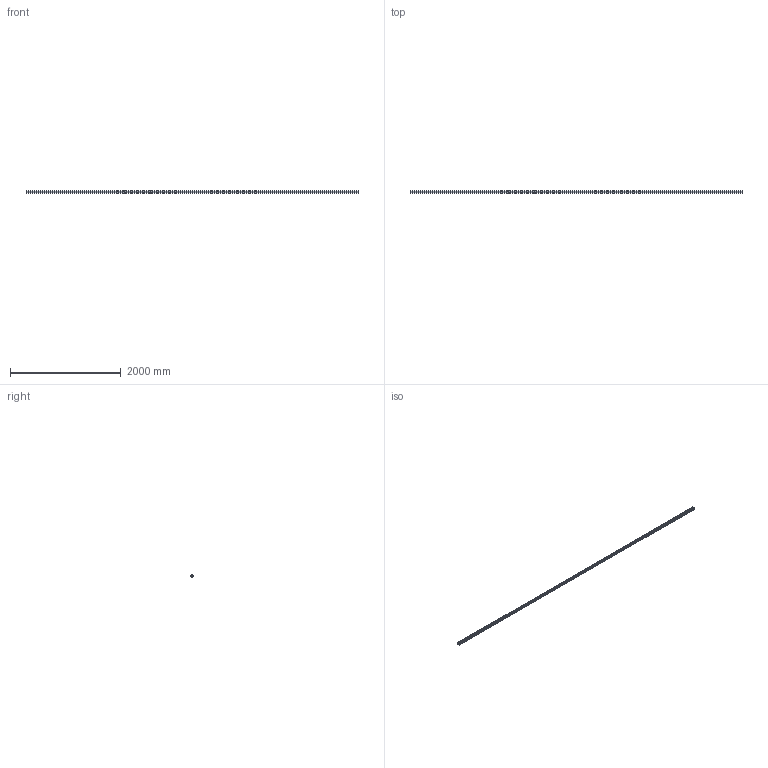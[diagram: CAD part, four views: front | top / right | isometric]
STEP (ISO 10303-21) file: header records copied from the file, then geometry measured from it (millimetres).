
FILE_DESCRIPTION (( 'STEP AP214' ), '1' );
FILE_NAME ('202069_Profil 8 40x40L 3N.STEP', '2019-02-06T07:28:28', ( '' ), ( '' ), 'SwSTEP 2.0', 'SolidWorks 2017', '' );
FILE_SCHEMA (( 'AUTOMOTIVE_DESIGN' ));
Length unit declared in the file: millimetre
Products named in the file (1): 202069_Profil 8 40x40L 3N
Bounding box: 6000 x 40 x 40 mm (x, y, z)
Volume: 4250186.1 mm3; surface area: 2992957.3 mm2
Topology: 1 solids, 1 shells, 149 faces, 441 edges, 294 vertices
Faces by surface type: cylinder 79, plane 70
Entity records: 5099 total; most frequent: DIRECTION 899, CARTESIAN_POINT 885, ORIENTED_EDGE 882, EDGE_CURVE 441, AXIS2_PLACEMENT_3D 308, VERTEX_POINT 294, VECTOR 283, LINE 283
